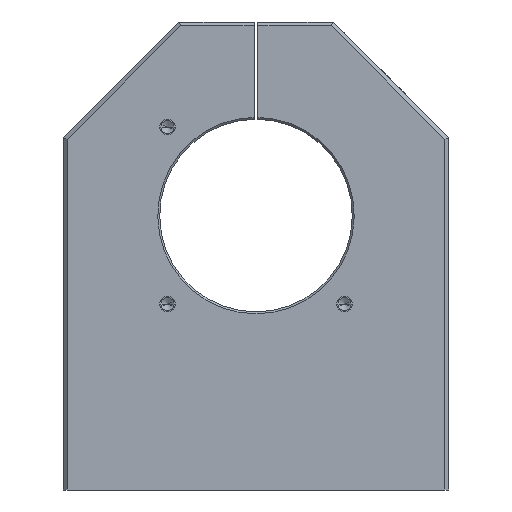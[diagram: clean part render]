
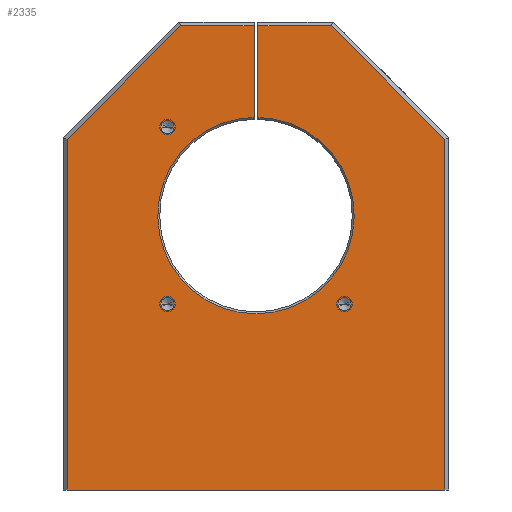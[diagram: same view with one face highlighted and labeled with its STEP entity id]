
A CAD part, front view. The second image highlights one B-rep face of the part: STEP entity #2335.
In plain terms, the highlighted planar face has unit normal (0, -1, 0).
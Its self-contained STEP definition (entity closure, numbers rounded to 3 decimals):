
#2=DIRECTION('',(0.,0.,-1.));
#3=VECTOR('',#2,47.51);
#4=CARTESIAN_POINT('',(1.,-100.,196.));
#5=LINE('',#4,#3);
#6=DIRECTION('',(-1.,0.,0.));
#7=VECTOR('',#6,38.172);
#8=CARTESIAN_POINT('',(39.172,-100.,196.));
#9=LINE('',#8,#7);
#10=DIRECTION('',(-0.707,0.,0.707));
#11=VECTOR('',#10,83.196);
#12=CARTESIAN_POINT('',(98.,-100.,137.172));
#13=LINE('',#12,#11);
#14=DIRECTION('',(-0.707,0.,-0.707));
#15=VECTOR('',#14,83.196);
#16=CARTESIAN_POINT('',(-39.172,-100.,196.));
#17=LINE('',#16,#15);
#18=DIRECTION('',(-1.,0.,0.));
#19=VECTOR('',#18,38.172);
#20=CARTESIAN_POINT('',(-1.,-100.,196.));
#21=LINE('',#20,#19);
#22=DIRECTION('',(0.,0.,-1.));
#23=VECTOR('',#22,47.51);
#24=CARTESIAN_POINT('',(-1.,-100.,196.));
#25=LINE('',#24,#23);
#26=CARTESIAN_POINT('',(-45.96,-100.,143.46));
#27=DIRECTION('',(0.,-1.,0.));
#28=DIRECTION('',(-1.,0.,0.));
#29=AXIS2_PLACEMENT_3D('',#26,#27,#28);
#31=CARTESIAN_POINT('',(-45.96,-100.,143.46));
#32=DIRECTION('',(0.,-1.,0.));
#33=DIRECTION('',(1.,0.,0.));
#34=AXIS2_PLACEMENT_3D('',#31,#32,#33);
#36=CARTESIAN_POINT('',(-45.96,-100.,51.54));
#37=DIRECTION('',(0.,-1.,0.));
#38=DIRECTION('',(-1.,0.,0.));
#39=AXIS2_PLACEMENT_3D('',#36,#37,#38);
#41=CARTESIAN_POINT('',(-45.96,-100.,51.54));
#42=DIRECTION('',(0.,-1.,0.));
#43=DIRECTION('',(1.,0.,0.));
#44=AXIS2_PLACEMENT_3D('',#41,#42,#43);
#46=CARTESIAN_POINT('',(45.96,-100.,51.54));
#47=DIRECTION('',(0.,-1.,0.));
#48=DIRECTION('',(-1.,0.,0.));
#49=AXIS2_PLACEMENT_3D('',#46,#47,#48);
#51=CARTESIAN_POINT('',(45.96,-100.,51.54));
#52=DIRECTION('',(0.,-1.,0.));
#53=DIRECTION('',(1.,0.,0.));
#54=AXIS2_PLACEMENT_3D('',#51,#52,#53);
#61=CARTESIAN_POINT('',(0.,-100.,97.5));
#62=DIRECTION('',(0.,1.,0.));
#63=DIRECTION('',(0.02,0.,1.));
#64=AXIS2_PLACEMENT_3D('',#61,#62,#63);
#150=CARTESIAN_POINT('',(-1.,-100.,148.49));
#272=CARTESIAN_POINT('',(1.,-100.,148.49));
#601=DIRECTION('',(0.,0.,-1.));
#602=VECTOR('',#601,182.172);
#603=CARTESIAN_POINT('',(-98.,-100.,137.172));
#604=LINE('',#603,#602);
#637=DIRECTION('',(-1.,0.,0.));
#638=VECTOR('',#637,196.);
#639=CARTESIAN_POINT('',(98.,-100.,-45.));
#640=LINE('',#639,#638);
#1193=DIRECTION('',(0.,0.,1.));
#1194=VECTOR('',#1193,182.172);
#1195=CARTESIAN_POINT('',(98.,-100.,-45.));
#1196=LINE('',#1195,#1194);
#1853=CARTESIAN_POINT('',(-1.,-100.,196.));
#1855=VERTEX_POINT('',#1853);
#1856=CARTESIAN_POINT('',(-39.172,-100.,196.));
#1857=VERTEX_POINT('',#1856);
#1860=CARTESIAN_POINT('',(-98.,-100.,137.172));
#1861=VERTEX_POINT('',#1860);
#1864=CARTESIAN_POINT('',(98.,-100.,137.172));
#1865=CARTESIAN_POINT('',(39.172,-100.,196.));
#1866=VERTEX_POINT('',#1864);
#1867=VERTEX_POINT('',#1865);
#1872=CARTESIAN_POINT('',(1.,-100.,196.));
#1874=VERTEX_POINT('',#1872);
#1967=CARTESIAN_POINT('',(98.,-100.,-45.));
#1969=VERTEX_POINT('',#1967);
#1970=CARTESIAN_POINT('',(-98.,-100.,-45.));
#1972=VERTEX_POINT('',#1970);
#2257=VERTEX_POINT('',#272);
#2258=VERTEX_POINT('',#150);
#2266=CARTESIAN_POINT('',(-49.36,-100.,143.46));
#2267=CARTESIAN_POINT('',(-42.56,-100.,143.46));
#2268=VERTEX_POINT('',#2266);
#2269=VERTEX_POINT('',#2267);
#2276=CARTESIAN_POINT('',(-49.36,-100.,51.54));
#2277=CARTESIAN_POINT('',(-42.56,-100.,51.54));
#2278=VERTEX_POINT('',#2276);
#2279=VERTEX_POINT('',#2277);
#2286=CARTESIAN_POINT('',(42.56,-100.,51.54));
#2287=CARTESIAN_POINT('',(49.36,-100.,51.54));
#2288=VERTEX_POINT('',#2286);
#2289=VERTEX_POINT('',#2287);
#2290=CARTESIAN_POINT('',(0.,-100.,0.));
#2291=DIRECTION('',(0.,1.,0.));
#2292=DIRECTION('',(1.,0.,0.));
#2293=AXIS2_PLACEMENT_3D('',#2290,#2291,#2292);
#2294=PLANE('',#2293);
#2296=ORIENTED_EDGE('',*,*,#2295,.F.);
#2298=ORIENTED_EDGE('',*,*,#2297,.F.);
#2300=ORIENTED_EDGE('',*,*,#2299,.F.);
#2302=ORIENTED_EDGE('',*,*,#2301,.F.);
#2304=ORIENTED_EDGE('',*,*,#2303,.F.);
#2306=ORIENTED_EDGE('',*,*,#2305,.T.);
#2308=ORIENTED_EDGE('',*,*,#2307,.F.);
#2310=ORIENTED_EDGE('',*,*,#2309,.F.);
#2312=ORIENTED_EDGE('',*,*,#2311,.F.);
#2314=ORIENTED_EDGE('',*,*,#2313,.T.);
#2315=EDGE_LOOP('',(#2296,#2298,#2300,#2302,#2304,#2306,#2308,#2310,#2312,
#2314));
#2316=FACE_OUTER_BOUND('',#2315,.F.);
#2318=ORIENTED_EDGE('',*,*,#2317,.T.);
#2320=ORIENTED_EDGE('',*,*,#2319,.T.);
#2321=EDGE_LOOP('',(#2318,#2320));
#2322=FACE_BOUND('',#2321,.F.);
#2324=ORIENTED_EDGE('',*,*,#2323,.T.);
#2326=ORIENTED_EDGE('',*,*,#2325,.T.);
#2327=EDGE_LOOP('',(#2324,#2326));
#2328=FACE_BOUND('',#2327,.F.);
#2330=ORIENTED_EDGE('',*,*,#2329,.T.);
#2332=ORIENTED_EDGE('',*,*,#2331,.T.);
#2333=EDGE_LOOP('',(#2330,#2332));
#2334=FACE_BOUND('',#2333,.F.);
#2335=ADVANCED_FACE('',(#2316,#2322,#2328,#2334),#2294,.F.);
#30=CIRCLE('',#29,3.4);
#35=CIRCLE('',#34,3.4);
#40=CIRCLE('',#39,3.4);
#45=CIRCLE('',#44,3.4);
#50=CIRCLE('',#49,3.4);
#55=CIRCLE('',#54,3.4);
#65=CIRCLE('',#64,51.);
#2295=EDGE_CURVE('',#2257,#2258,#65,.T.);
#2297=EDGE_CURVE('',#1874,#2257,#5,.T.);
#2299=EDGE_CURVE('',#1867,#1874,#9,.T.);
#2301=EDGE_CURVE('',#1866,#1867,#13,.T.);
#2303=EDGE_CURVE('',#1969,#1866,#1196,.T.);
#2305=EDGE_CURVE('',#1969,#1972,#640,.T.);
#2307=EDGE_CURVE('',#1861,#1972,#604,.T.);
#2309=EDGE_CURVE('',#1857,#1861,#17,.T.);
#2311=EDGE_CURVE('',#1855,#1857,#21,.T.);
#2313=EDGE_CURVE('',#1855,#2258,#25,.T.);
#2317=EDGE_CURVE('',#2268,#2269,#30,.T.);
#2319=EDGE_CURVE('',#2269,#2268,#35,.T.);
#2323=EDGE_CURVE('',#2278,#2279,#40,.T.);
#2325=EDGE_CURVE('',#2279,#2278,#45,.T.);
#2329=EDGE_CURVE('',#2288,#2289,#50,.T.);
#2331=EDGE_CURVE('',#2289,#2288,#55,.T.);
